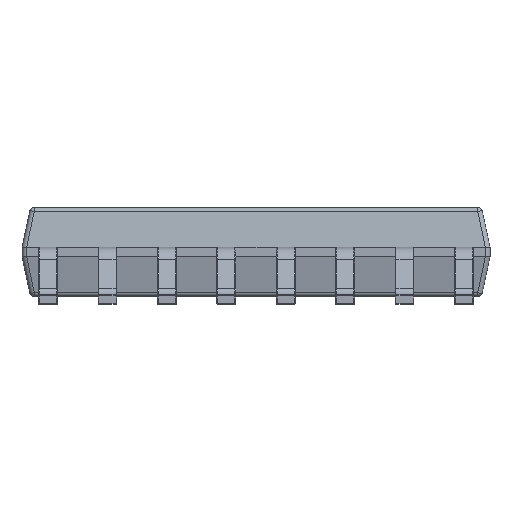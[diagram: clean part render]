
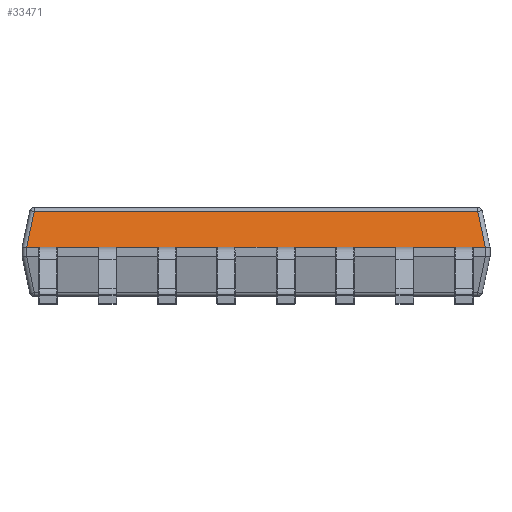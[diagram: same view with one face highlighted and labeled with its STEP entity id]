
A CAD part, left-side view. The second image highlights one B-rep face of the part: STEP entity #33471.
In plain terms, the highlighted planar face has unit normal (-0.978, 0, 0.207).
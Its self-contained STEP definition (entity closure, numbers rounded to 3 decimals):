
#97 = CARTESIAN_POINT ( 'NONE',  ( -2.2, 4.902, 1.15 ) ) ;
#1041 = CARTESIAN_POINT ( 'NONE',  ( -1.826, 4.528, 2.918 ) ) ;
#2191 = CARTESIAN_POINT ( 'NONE',  ( -2.2, 4.902, 1.15 ) ) ;
#4882 = CARTESIAN_POINT ( 'NONE',  ( -2.2, -4.901, 1.15 ) ) ;
#5882 = FACE_OUTER_BOUND ( 'NONE', #23981, .T. ) ;
#6138 = AXIS2_PLACEMENT_3D ( 'NONE', #28368, #50706, #10503 ) ;
#7700 = CARTESIAN_POINT ( 'NONE',  ( -2.2, 4.9, 1.15 ) ) ;
#10239 = EDGE_CURVE ( 'NONE', #38926, #11689, #22901, .T. ) ;
#10503 = DIRECTION ( 'NONE',  ( 0., 1., 0. ) ) ;
#11689 = VERTEX_POINT ( 'NONE', #2191 ) ;
#11980 = CARTESIAN_POINT ( 'NONE',  ( -2.2, -4.9, 1.15 ) ) ;
#14695 = EDGE_CURVE ( 'NONE', #20453, #25640, #21429, .T. ) ;
#16408 = DIRECTION ( 'NONE',  ( 0., 1., 0. ) ) ;
#17282 = CARTESIAN_POINT ( 'NONE',  ( -2.037, -4.739, 1.921 ) ) ;
#17503 =( BOUNDED_CURVE ( )  B_SPLINE_CURVE ( 3, ( #97, #18229, #52685, #17947 ),
 .UNSPECIFIED., .F., .F. ) 
 B_SPLINE_CURVE_WITH_KNOTS ( ( 4, 4 ),
 ( 6.262, 6.283 ),
 .UNSPECIFIED. ) 
 CURVE ( )  GEOMETRIC_REPRESENTATION_ITEM ( )  RATIONAL_B_SPLINE_CURVE ( ( 1., 1., 1., 1. ) ) 
 REPRESENTATION_ITEM ( '' )  );
#17947 = CARTESIAN_POINT ( 'NONE',  ( -2.2, 4.9, 1.15 ) ) ;
#18229 = CARTESIAN_POINT ( 'NONE',  ( -2.2, 4.901, 1.15 ) ) ;
#19042 = EDGE_CURVE ( 'NONE', #41071, #42977, #40216, .T. ) ;
#20453 = VERTEX_POINT ( 'NONE', #31978 ) ;
#21429 = LINE ( 'NONE', #51001, #47297 ) ;
#21469 = EDGE_CURVE ( 'NONE', #11689, #42977, #17503, .T. ) ;
#21870 = CARTESIAN_POINT ( 'NONE',  ( -2.2, -4.902, 1.15 ) ) ;
#22901 = LINE ( 'NONE', #1041, #36250 ) ;
#23778 = EDGE_CURVE ( 'NONE', #25640, #38926, #45730, .T. ) ;
#23981 = EDGE_LOOP ( 'NONE', ( #25298, #39191, #33074, #42085, #47688, #28627 ) ) ;
#25298 = ORIENTED_EDGE ( 'NONE', *, *, #10239, .T. ) ;
#25640 = VERTEX_POINT ( 'NONE', #17282 ) ;
#27378 = CARTESIAN_POINT ( 'NONE',  ( -2.037, 4.739, 1.921 ) ) ;
#27848 = CARTESIAN_POINT ( 'NONE',  ( -2.2, -4.901, 1.15 ) ) ;
#28368 = CARTESIAN_POINT ( 'NONE',  ( -2.02, 0., 2. ) ) ;
#28627 = ORIENTED_EDGE ( 'NONE', *, *, #23778, .T. ) ;
#29128 = VECTOR ( 'NONE', #49107, 1000. ) ;
#31613 = CARTESIAN_POINT ( 'NONE',  ( -2.2, 5., 1.15 ) ) ;
#31978 = CARTESIAN_POINT ( 'NONE',  ( -2.2, -4.902, 1.15 ) ) ;
#32433 = CARTESIAN_POINT ( 'NONE',  ( -2.2, -4.9, 1.15 ) ) ;
#33074 = ORIENTED_EDGE ( 'NONE', *, *, #19042, .F. ) ;
#33471 = ADVANCED_FACE ( 'NONE', ( #5882 ), #36679, .T. ) ;
#36250 = VECTOR ( 'NONE', #48741, 1000. ) ;
#36679 = PLANE ( 'NONE',  #6138 ) ;
#38926 = VERTEX_POINT ( 'NONE', #27378 ) ;
#39191 = ORIENTED_EDGE ( 'NONE', *, *, #21469, .T. ) ;
#40216 = LINE ( 'NONE', #31613, #29128 ) ;
#40982 = EDGE_CURVE ( 'NONE', #41071, #20453, #46854, .T. ) ;
#41071 = VERTEX_POINT ( 'NONE', #11980 ) ;
#42085 = ORIENTED_EDGE ( 'NONE', *, *, #40982, .T. ) ;
#42143 = VECTOR ( 'NONE', #16408, 1000. ) ;
#42977 = VERTEX_POINT ( 'NONE', #7700 ) ;
#45730 = LINE ( 'NONE', #55758, #42143 ) ;
#46854 =( BOUNDED_CURVE ( )  B_SPLINE_CURVE ( 3, ( #32433, #4882, #27848, #21870 ),
 .UNSPECIFIED., .F., .T. ) 
 B_SPLINE_CURVE_WITH_KNOTS ( ( 4, 4 ),
 ( 0., 0.021 ),
 .UNSPECIFIED. ) 
 CURVE ( )  GEOMETRIC_REPRESENTATION_ITEM ( )  RATIONAL_B_SPLINE_CURVE ( ( 1., 1., 1., 1. ) ) 
 REPRESENTATION_ITEM ( '' )  );
#47297 = VECTOR ( 'NONE', #47838, 1000. ) ;
#47688 = ORIENTED_EDGE ( 'NONE', *, *, #14695, .T. ) ;
#47838 = DIRECTION ( 'NONE',  ( 0.203, 0.203, 0.958 ) ) ;
#48741 = DIRECTION ( 'NONE',  ( -0.203, 0.203, -0.958 ) ) ;
#49107 = DIRECTION ( 'NONE',  ( 0., 1., 0. ) ) ;
#50706 = DIRECTION ( 'NONE',  ( -0.978, 0., 0.207 ) ) ;
#51001 = CARTESIAN_POINT ( 'NONE',  ( -1.826, -4.528, 2.918 ) ) ;
#52685 = CARTESIAN_POINT ( 'NONE',  ( -2.2, 4.901, 1.15 ) ) ;
#55758 = CARTESIAN_POINT ( 'NONE',  ( -2.037, 0., 1.921 ) ) ;
